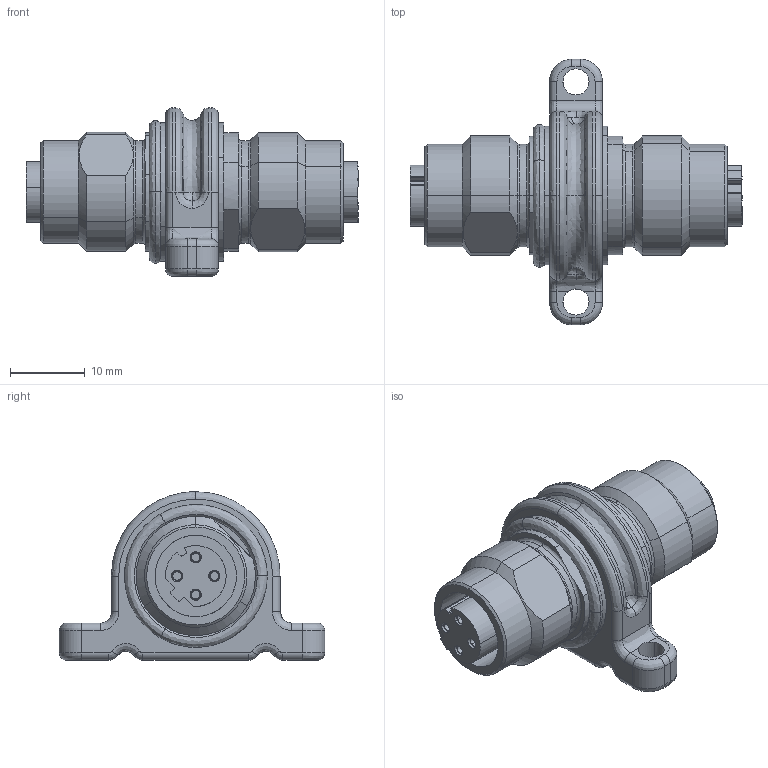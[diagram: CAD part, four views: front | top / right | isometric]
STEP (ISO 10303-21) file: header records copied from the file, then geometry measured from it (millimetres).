
FILE_DESCRIPTION(('CATIA V5 STEP Exchange','CAx-IF Rec.Pracs.--- Model Styling and Organization---1.4--- 2014-01-23'),'2;1');
FILE_NAME ('032873-4_0', '2020-04-20T07:50:27+00:00', ('none'), ('Weidmueller'), 'CATIA Version 5-6 Release 2016 SP3 HF44', 'CATIA V5 STEP AP214', 'none');
FILE_SCHEMA(('AUTOMOTIVE_DESIGN { 1 0 10303 214 1 1 1 1 }'));
Length unit declared in the file: millimetre
Products named in the file (1): 8901640000
Bounding box: 44.5 x 35.6 x 22.6 mm (x, y, z)
Volume: 8684.8 mm3; surface area: 6435.9 mm2
Topology: 6 solids, 6 shells, 332 faces, 813 edges, 502 vertices
Faces by surface type: bspline 270, plane 62
Entity records: 11144 total; most frequent: CARTESIAN_POINT 6465, ORIENTED_EDGE 1610, EDGE_CURVE 805, VERTEX_POINT 502, EDGE_LOOP 359, ADVANCED_FACE 332, FACE_OUTER_BOUND 332, DIRECTION 205
